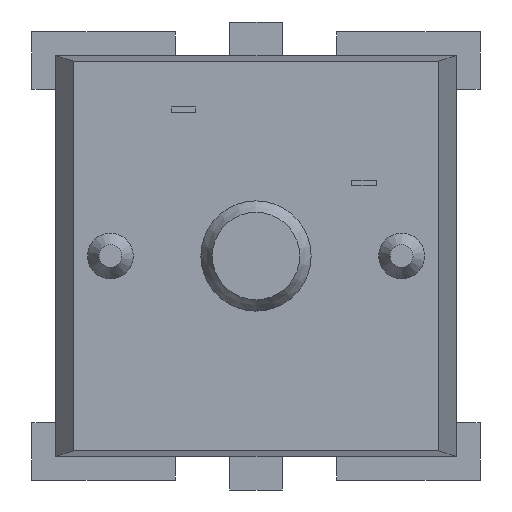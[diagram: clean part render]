
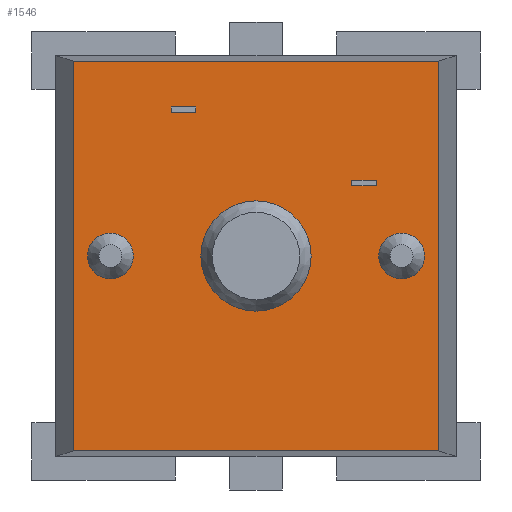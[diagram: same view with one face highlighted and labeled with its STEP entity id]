
A CAD part, front view. The second image highlights one B-rep face of the part: STEP entity #1546.
In plain terms, the highlighted planar face has unit normal (0, -1, 0).
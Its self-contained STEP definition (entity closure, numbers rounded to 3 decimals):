
#70=FACE_OUTER_BOUND('',#164,.T.);
#164=EDGE_LOOP('',(#1030,#1031,#1032,#1033));
#266=LINE('',#2191,#468);
#267=LINE('',#2193,#469);
#268=LINE('',#2195,#470);
#269=LINE('',#2196,#471);
#468=VECTOR('',#1766,12.74);
#469=VECTOR('',#1767,13.6);
#470=VECTOR('',#1768,12.74);
#471=VECTOR('',#1769,13.6);
#670=VERTEX_POINT('',#2189);
#671=VERTEX_POINT('',#2190);
#672=VERTEX_POINT('',#2192);
#673=VERTEX_POINT('',#2194);
#815=EDGE_CURVE('',#670,#671,#266,.T.);
#816=EDGE_CURVE('',#672,#670,#267,.T.);
#817=EDGE_CURVE('',#673,#672,#268,.T.);
#818=EDGE_CURVE('',#671,#673,#269,.T.);
#1030=ORIENTED_EDGE('',*,*,#815,.F.);
#1031=ORIENTED_EDGE('',*,*,#816,.F.);
#1032=ORIENTED_EDGE('',*,*,#817,.F.);
#1033=ORIENTED_EDGE('',*,*,#818,.F.);
#1460=PLANE('',#1650);
#1546=ADVANCED_FACE('',(#70),#1460,.T.);
#1650=AXIS2_PLACEMENT_3D('',#2188,#1764,#1765);
#1764=DIRECTION('center_axis',(0.,-1.,0.));
#1765=DIRECTION('ref_axis',(0.,0.,-1.));
#1766=DIRECTION('',(1.,0.,0.));
#1767=DIRECTION('',(0.,0.,1.));
#1768=DIRECTION('',(-1.,0.,0.));
#1769=DIRECTION('',(0.,0.,-1.));
#2188=CARTESIAN_POINT('Origin',(0.,-5.6,
0.));
#2189=CARTESIAN_POINT('',(-6.37,-5.6,6.8));
#2190=CARTESIAN_POINT('',(6.37,-5.6,6.8));
#2191=CARTESIAN_POINT('',(-6.37,-5.6,6.8));
#2192=CARTESIAN_POINT('',(-6.37,-5.6,-6.8));
#2193=CARTESIAN_POINT('',(-6.37,-5.6,-6.8));
#2194=CARTESIAN_POINT('',(6.37,-5.6,-6.8));
#2195=CARTESIAN_POINT('',(6.37,-5.6,-6.8));
#2196=CARTESIAN_POINT('',(6.37,-5.6,6.8));
